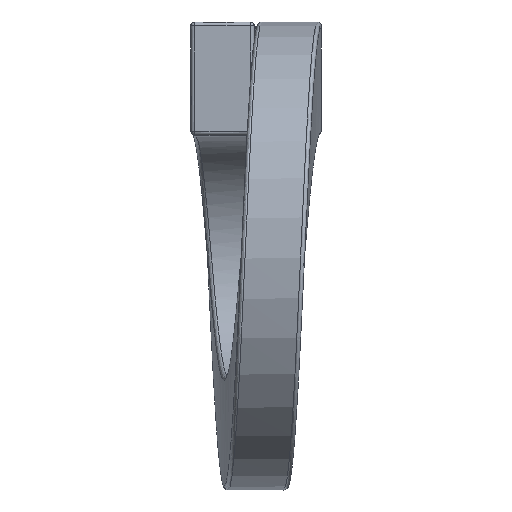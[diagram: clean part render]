
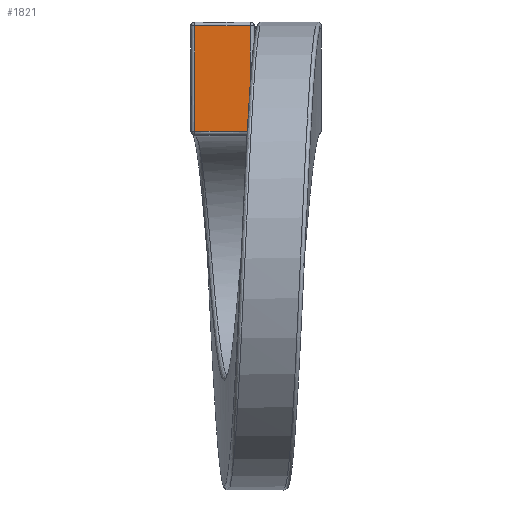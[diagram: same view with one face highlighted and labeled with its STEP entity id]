
A CAD part, left-side view. The second image highlights one B-rep face of the part: STEP entity #1821.
In plain terms, the highlighted planar face has unit normal (-1, 0, 0).
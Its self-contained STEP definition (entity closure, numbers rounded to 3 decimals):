
#18 = CARTESIAN_POINT ( 'NONE',  ( 0., 0.092, 3.148 ) ) ;
#58 = EDGE_LOOP ( 'NONE', ( #9790, #15532, #3385, #6446 ) ) ;
#361 = CARTESIAN_POINT ( 'NONE',  ( 0., 1.003, 5.799 ) ) ;
#415 = CARTESIAN_POINT ( 'NONE',  ( 0., 0.664, 5.799 ) ) ;
#686 = CARTESIAN_POINT ( 'NONE',  ( 0., 1.495, 5.734 ) ) ;
#1073 = CARTESIAN_POINT ( 'NONE',  ( 0., 0.095, 5.226 ) ) ;
#1131 = CARTESIAN_POINT ( 'NONE',  ( 0., 0.094, 3.975 ) ) ;
#1237 = CARTESIAN_POINT ( 'NONE',  ( 0., 0.095, 5.601 ) ) ;
#1322 = CARTESIAN_POINT ( 'NONE',  ( 0., 1.444, 3.148 ) ) ;
#1479 = FACE_OUTER_BOUND ( 'NONE', #58, .T. ) ;
#1783 = PLANE ( 'NONE',  #2052 ) ;
#1821 = ADVANCED_FACE ( 'NONE', ( #1479 ), #1783, .F. ) ;
#1960 = DIRECTION ( 'NONE',  ( 0., 0., -1. ) ) ;
#1974 = CARTESIAN_POINT ( 'NONE',  ( 0., 1.495, 5.227 ) ) ;
#2028 = CARTESIAN_POINT ( 'NONE',  ( 0., 1.493, 3.974 ) ) ;
#2052 = AXIS2_PLACEMENT_3D ( 'NONE', #9513, #4303, #1960 ) ;
#2434 = B_SPLINE_CURVE_WITH_KNOTS ( 'NONE', 3,
 ( #18, #2465, #3694, #7669, #1131, #8790, #10089, #10143, #1073, #1237, #14069, #13967, #15222 ),
 .UNSPECIFIED., .F., .F.,
 ( 4, 3, 3, 3, 4 ),
 ( 0., 0.001, 0.001, 0.002, 0.003 ),
 .UNSPECIFIED. ) ;
#2465 = CARTESIAN_POINT ( 'NONE',  ( 0., 0.092, 3.34 ) ) ;
#2653 = CARTESIAN_POINT ( 'NONE',  ( 0., 0.096, 5.799 ) ) ;
#3200 = CARTESIAN_POINT ( 'NONE',  ( 0., 1.491, 3.148 ) ) ;
#3315 = CARTESIAN_POINT ( 'NONE',  ( 0., 1.494, 4.224 ) ) ;
#3385 = ORIENTED_EDGE ( 'NONE', *, *, #8765, .T. ) ;
#3420 = CARTESIAN_POINT ( 'NONE',  ( 0., 1.494, 4.475 ) ) ;
#3694 = CARTESIAN_POINT ( 'NONE',  ( 0., 0.093, 3.532 ) ) ;
#4303 = DIRECTION ( 'NONE',  ( 1., 0., 0. ) ) ;
#4542 = CARTESIAN_POINT ( 'NONE',  ( 0., 1.495, 5.668 ) ) ;
#5020 = EDGE_CURVE ( 'NONE', #15634, #12251, #5618, .T. ) ;
#5219 = CARTESIAN_POINT ( 'NONE',  ( 0., 0.387, 3.148 ) ) ;
#5618 = B_SPLINE_CURVE_WITH_KNOTS ( 'NONE', 3,
 ( #10277, #10379, #1322, #11426, #14048, #8878, #10171, #10331, #6519, #5219, #7748, #8932, #11645 ),
 .UNSPECIFIED., .F., .F.,
 ( 4, 3, 3, 3, 4 ),
 ( 0., 0., 0.001, 0.001, 0.001 ),
 .UNSPECIFIED. ) ;
#6446 = ORIENTED_EDGE ( 'NONE', *, *, #9880, .T. ) ;
#6519 = CARTESIAN_POINT ( 'NONE',  ( 0., 0.525, 3.148 ) ) ;
#6618 = CARTESIAN_POINT ( 'NONE',  ( 0., 0.294, 5.799 ) ) ;
#7669 = CARTESIAN_POINT ( 'NONE',  ( 0., 0.093, 3.724 ) ) ;
#7748 = CARTESIAN_POINT ( 'NONE',  ( 0., 0.289, 3.148 ) ) ;
#7911 = CARTESIAN_POINT ( 'NONE',  ( 0., 0.529, 5.799 ) ) ;
#8025 = CARTESIAN_POINT ( 'NONE',  ( 0., 1.41, 5.799 ) ) ;
#8279 = B_SPLINE_CURVE_WITH_KNOTS ( 'NONE', 3,
 ( #2653, #11866, #6618, #9193, #7911, #415, #11919, #361, #12970, #8025, #9252, #15621, #10485 ),
 .UNSPECIFIED., .F., .F.,
 ( 4, 3, 3, 3, 4 ),
 ( 0., 0., 0.001, 0.001, 0.001 ),
 .UNSPECIFIED. ) ;
#8573 = CARTESIAN_POINT ( 'NONE',  ( 0., 1.492, 3.34 ) ) ;
#8765 = EDGE_CURVE ( 'NONE', #12251, #10087, #2434, .T. ) ;
#8790 = CARTESIAN_POINT ( 'NONE',  ( 0., 0.094, 4.225 ) ) ;
#8878 = CARTESIAN_POINT ( 'NONE',  ( 0., 1.007, 3.148 ) ) ;
#8932 = CARTESIAN_POINT ( 'NONE',  ( 0., 0.19, 3.148 ) ) ;
#9089 = CARTESIAN_POINT ( 'NONE',  ( 0., 1.495, 5.799 ) ) ;
#9193 = CARTESIAN_POINT ( 'NONE',  ( 0., 0.393, 5.799 ) ) ;
#9252 = CARTESIAN_POINT ( 'NONE',  ( 0., 1.439, 5.799 ) ) ;
#9513 = CARTESIAN_POINT ( 'NONE',  ( 0., 0.8, 5.9 ) ) ;
#9790 = ORIENTED_EDGE ( 'NONE', *, *, #13961, .T. ) ;
#9880 = EDGE_CURVE ( 'NONE', #10087, #15817, #8279, .T. ) ;
#10087 = VERTEX_POINT ( 'NONE', #13424 ) ;
#10089 = CARTESIAN_POINT ( 'NONE',  ( 0., 0.094, 4.475 ) ) ;
#10143 = CARTESIAN_POINT ( 'NONE',  ( 0., 0.095, 4.85 ) ) ;
#10171 = CARTESIAN_POINT ( 'NONE',  ( 0., 0.8, 3.148 ) ) ;
#10277 = CARTESIAN_POINT ( 'NONE',  ( 0., 1.491, 3.148 ) ) ;
#10331 = CARTESIAN_POINT ( 'NONE',  ( 0., 0.662, 3.148 ) ) ;
#10379 = CARTESIAN_POINT ( 'NONE',  ( 0., 1.467, 3.148 ) ) ;
#10485 = CARTESIAN_POINT ( 'NONE',  ( 0., 1.495, 5.799 ) ) ;
#11033 = CARTESIAN_POINT ( 'NONE',  ( 0., 1.495, 5.799 ) ) ;
#11426 = CARTESIAN_POINT ( 'NONE',  ( 0., 1.42, 3.148 ) ) ;
#11645 = CARTESIAN_POINT ( 'NONE',  ( 0., 0.092, 3.148 ) ) ;
#11866 = CARTESIAN_POINT ( 'NONE',  ( 0., 0.195, 5.799 ) ) ;
#11919 = CARTESIAN_POINT ( 'NONE',  ( 0., 0.8, 5.799 ) ) ;
#12188 = CARTESIAN_POINT ( 'NONE',  ( 0., 1.492, 3.532 ) ) ;
#12251 = VERTEX_POINT ( 'NONE', #12335 ) ;
#12335 = CARTESIAN_POINT ( 'NONE',  ( 0., 0.092, 3.148 ) ) ;
#12355 = CARTESIAN_POINT ( 'NONE',  ( 0., 1.493, 3.723 ) ) ;
#12807 = CARTESIAN_POINT ( 'NONE',  ( 0., 1.491, 3.148 ) ) ;
#12970 = CARTESIAN_POINT ( 'NONE',  ( 0., 1.207, 5.799 ) ) ;
#13424 = CARTESIAN_POINT ( 'NONE',  ( 0., 0.096, 5.799 ) ) ;
#13961 = EDGE_CURVE ( 'NONE', #15817, #15634, #15538, .T. ) ;
#13967 = CARTESIAN_POINT ( 'NONE',  ( 0., 0.096, 5.733 ) ) ;
#14048 = CARTESIAN_POINT ( 'NONE',  ( 0., 1.213, 3.148 ) ) ;
#14069 = CARTESIAN_POINT ( 'NONE',  ( 0., 0.095, 5.667 ) ) ;
#14709 = CARTESIAN_POINT ( 'NONE',  ( 0., 1.495, 5.602 ) ) ;
#15222 = CARTESIAN_POINT ( 'NONE',  ( 0., 0.096, 5.799 ) ) ;
#15532 = ORIENTED_EDGE ( 'NONE', *, *, #5020, .T. ) ;
#15538 = B_SPLINE_CURVE_WITH_KNOTS ( 'NONE', 3,
 ( #11033, #686, #4542, #14709, #1974, #16062, #3420, #3315, #2028, #12355, #12188, #8573, #3200 ),
 .UNSPECIFIED., .F., .F.,
 ( 4, 3, 3, 3, 4 ),
 ( 0., 0., 0.001, 0.002, 0.003 ),
 .UNSPECIFIED. ) ;
#15621 = CARTESIAN_POINT ( 'NONE',  ( 0., 1.467, 5.799 ) ) ;
#15634 = VERTEX_POINT ( 'NONE', #12807 ) ;
#15817 = VERTEX_POINT ( 'NONE', #9089 ) ;
#16062 = CARTESIAN_POINT ( 'NONE',  ( 0., 1.494, 4.851 ) ) ;
